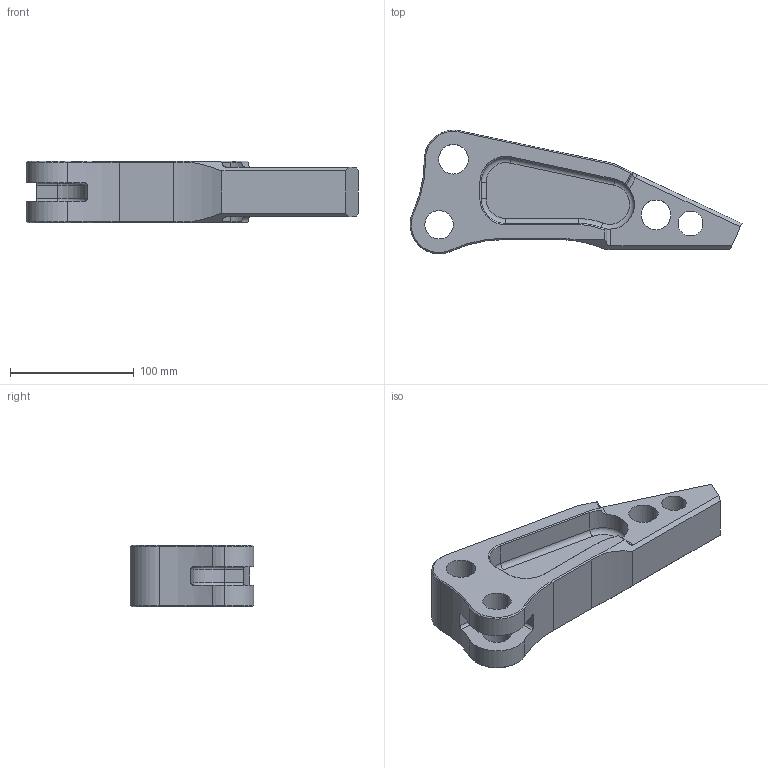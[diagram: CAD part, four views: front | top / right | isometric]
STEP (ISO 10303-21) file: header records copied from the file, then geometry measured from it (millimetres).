
FILE_DESCRIPTION (( 'STEP AP214' ), '1' );
FILE_NAME ('Arm_AP214.STEP', '2013-10-21T07:22:18', ( 'DPS' ), ( '' ), 'SwSTEP 2.0', 'SolidWorks 2013', '' );
FILE_SCHEMA (( 'AUTOMOTIVE_DESIGN' ));
Length unit declared in the file: millimetre
Products named in the file (1): Arm_AP214
Bounding box: 268.5 x 99.92 x 50 mm (x, y, z)
Volume: 482082.5 mm3; surface area: 86247 mm2
Topology: 1 solids, 1 shells, 122 faces, 304 edges, 184 vertices
Faces by surface type: cylinder 46, plane 43, cone 23, torus 10
Entity records: 3770 total; most frequent: CARTESIAN_POINT 785, DIRECTION 646, ORIENTED_EDGE 608, EDGE_CURVE 304, AXIS2_PLACEMENT_3D 243, VERTEX_POINT 184, LINE 160, VECTOR 160
